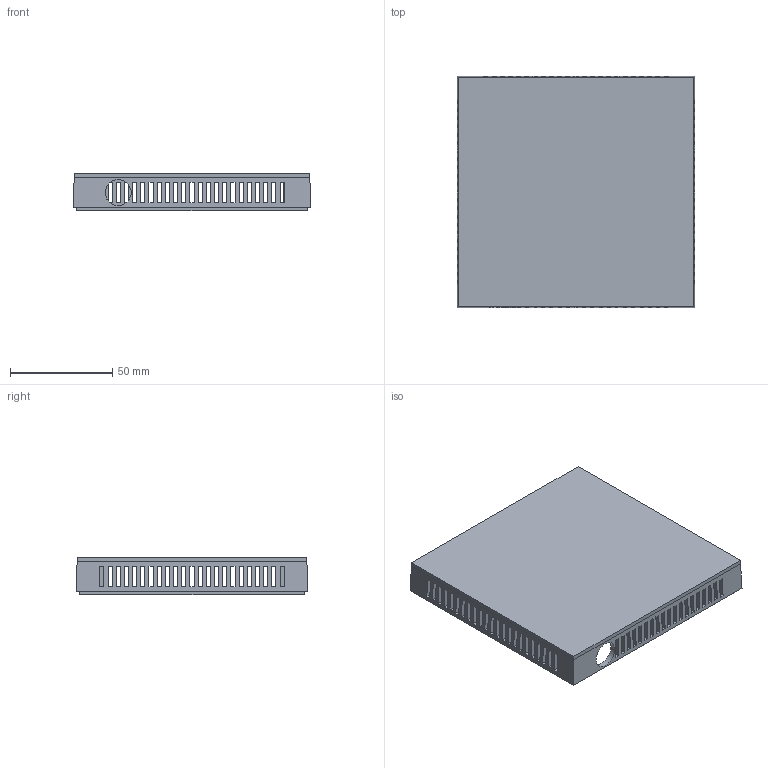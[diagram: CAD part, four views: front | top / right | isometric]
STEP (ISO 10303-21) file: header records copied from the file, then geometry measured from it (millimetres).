
FILE_DESCRIPTION(/* description */ (''),/* implementation_level */ '2;1');
FILE_NAME(/* name */ 'case-bottom.step',/* time_stamp */ '2023-07-27T16:51:09-05:00',/* author */ (''),/* organization */ (''),/* preprocessor_version */ 'ST-DEVELOPER v20',/* originating_system */ 'Autodesk Translation Framework v12.9.0.99',/* authorisation */ '');
FILE_SCHEMA (('AUTOMOTIVE_DESIGN { 1 0 10303 214 3 1 1 }'));
Length unit declared in the file: millimetre
Products named in the file (1): case:bottom
Bounding box: 116.03 x 113.17 x 18.5 mm (x, y, z)
Volume: 34059.8 mm3; surface area: 45882.3 mm2
Topology: 1 solids, 1 shells, 409 faces, 1212 edges, 806 vertices
Faces by surface type: plane 400, cylinder 9
Full cylindrical faces by diameter (mm): 3.3 x4, 12.7 x1
Entity records: 13785 total; most frequent: CARTESIAN_POINT 2428, ORIENTED_EDGE 2424, DIRECTION 2050, EDGE_CURVE 1212, LINE 1194, VECTOR 1194, VERTEX_POINT 806, EDGE_LOOP 588
